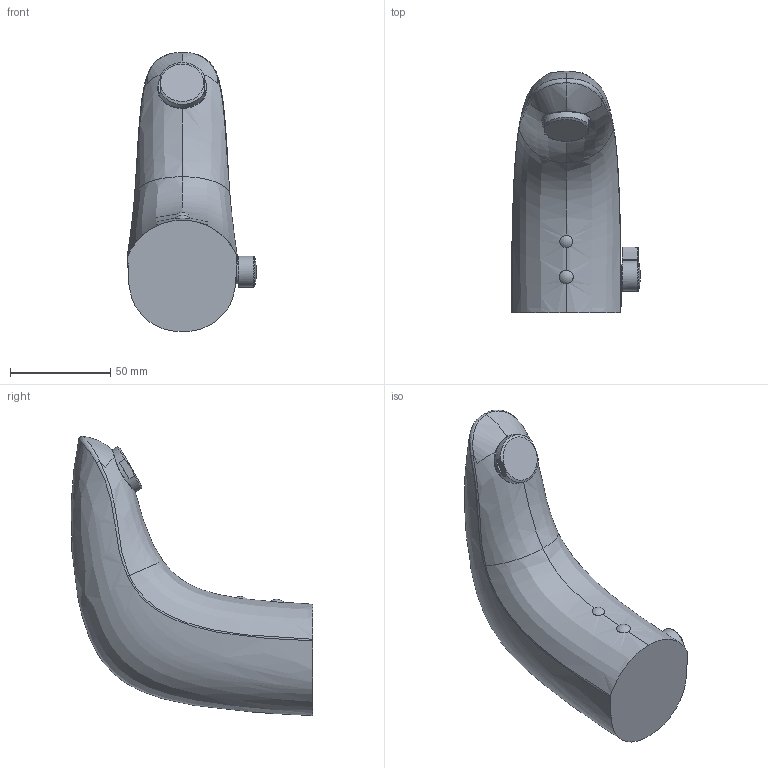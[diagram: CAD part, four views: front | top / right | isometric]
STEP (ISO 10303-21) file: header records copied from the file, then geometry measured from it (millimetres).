
FILE_DESCRIPTION (( 'STEP AP203' ), '1' );
FILE_NAME ('6120F+6120FT+6120FN+6120FNT+6120FP+6120FPT+64412000+64412001.STEP', '2017-03-09T05:55:58', ( '' ), ( '' ), 'SwSTEP 2.0', 'SolidWorks 2016', '' );
FILE_SCHEMA (( 'CONFIG_CONTROL_DESIGN' ));
Length unit declared in the file: millimetre
Products named in the file (1): 6120F+6120FT+6120FN+6120FNT+6120FP+6120FPT+64412000+64412001
Bounding box: 64.26 x 120.46 x 139.3 mm (x, y, z)
Volume: 338774.2 mm3; surface area: 31284.7 mm2
Topology: 1 solids, 1 shells, 47 faces, 121 edges, 79 vertices
Faces by surface type: bspline 27, plane 8, cylinder 5, cone 3, sphere 3, torus 1
Full cylindrical faces by diameter (mm): 12.339 x1, 24 x1
Entity records: 8690 total; most frequent: CARTESIAN_POINT 7763, ORIENTED_EDGE 234, EDGE_CURVE 117, B_SPLINE_CURVE_WITH_KNOTS 84, DIRECTION 79, VERTEX_POINT 78, EDGE_LOOP 53, FACE_OUTER_BOUND 49
